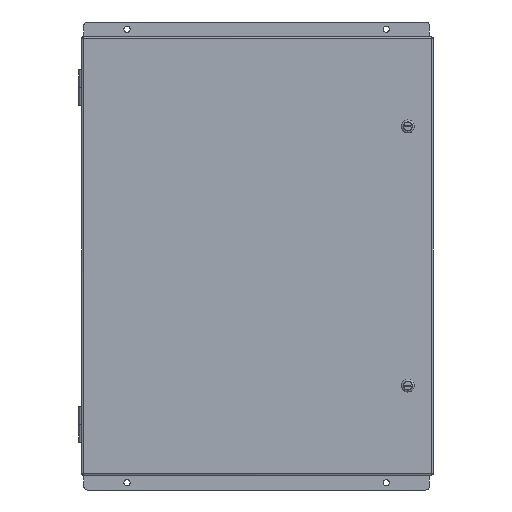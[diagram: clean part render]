
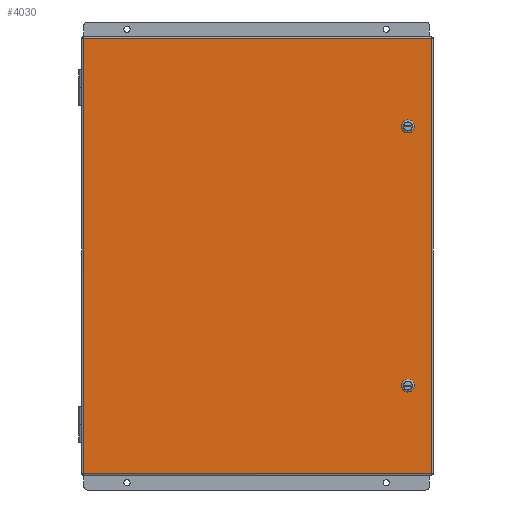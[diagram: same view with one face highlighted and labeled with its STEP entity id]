
A CAD part, front view. The second image highlights one B-rep face of the part: STEP entity #4030.
In plain terms, the highlighted planar face has unit normal (0, -1, 0).
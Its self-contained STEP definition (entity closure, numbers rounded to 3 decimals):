
#4030 = ADVANCED_FACE( '', ( #8045, #8046, #8047 ), #8048, .T. );
#8045 = FACE_BOUND( '', #41102, .T. );
#8046 = FACE_BOUND( '', #41103, .T. );
#8047 = FACE_OUTER_BOUND( '', #41104, .T. );
#8048 = PLANE( '', #41105 );
#41102 = EDGE_LOOP( '', ( #52886, #52887, #52888, #52889 ) );
#41103 = EDGE_LOOP( '', ( #52890, #52891, #52892, #52893 ) );
#41104 = EDGE_LOOP( '', ( #52894, #52895, #52896, #52897 ) );
#41105 = AXIS2_PLACEMENT_3D( '', #52898, #52899, #52900 );
#52886 = ORIENTED_EDGE( '', *, *, #57195, .F. );
#52887 = ORIENTED_EDGE( '', *, *, #55930, .F. );
#52888 = ORIENTED_EDGE( '', *, *, #56212, .F. );
#52889 = ORIENTED_EDGE( '', *, *, #56838, .F. );
#52890 = ORIENTED_EDGE( '', *, *, #55598, .F. );
#52891 = ORIENTED_EDGE( '', *, *, #56525, .F. );
#52892 = ORIENTED_EDGE( '', *, *, #53896, .F. );
#52893 = ORIENTED_EDGE( '', *, *, #57088, .F. );
#52894 = ORIENTED_EDGE( '', *, *, #56939, .T. );
#52895 = ORIENTED_EDGE( '', *, *, #54816, .F. );
#52896 = ORIENTED_EDGE( '', *, *, #56101, .F. );
#52897 = ORIENTED_EDGE( '', *, *, #54736, .F. );
#52898 = CARTESIAN_POINT( '', ( 0., 0., 0. ) );
#52899 = DIRECTION( '', ( 0., -1., 0. ) );
#52900 = DIRECTION( '', ( 0., 0., -1. ) );
#53896 = EDGE_CURVE( '', #58381, #58383, #58384, .T. );
#54736 = EDGE_CURVE( '', #59822, #57301, #59824, .T. );
#54816 = EDGE_CURVE( '', #59941, #59943, #59944, .T. );
#55598 = EDGE_CURVE( '', #61088, #61090, #61091, .T. );
#55930 = EDGE_CURVE( '', #61542, #61544, #61545, .T. );
#56101 = EDGE_CURVE( '', #57301, #59941, #61768, .T. );
#56212 = EDGE_CURVE( '', #61897, #61542, #61899, .T. );
#56525 = EDGE_CURVE( '', #58383, #61088, #62286, .T. );
#56838 = EDGE_CURVE( '', #62653, #61897, #62655, .T. );
#56939 = EDGE_CURVE( '', #59822, #59943, #62766, .T. );
#57088 = EDGE_CURVE( '', #61090, #58381, #62924, .T. );
#57195 = EDGE_CURVE( '', #61544, #62653, #63033, .T. );
#57301 = VERTEX_POINT( '', #63156 );
#58381 = VERTEX_POINT( '', #65719 );
#58383 = VERTEX_POINT( '', #65722 );
#58384 = CIRCLE( '', #65723, 9.716 );
#59822 = VERTEX_POINT( '', #70166 );
#59824 = LINE( '', #70177, #70178 );
#59941 = VERTEX_POINT( '', #70458 );
#59943 = VERTEX_POINT( '', #70469 );
#59944 = LINE( '', #70470, #70471 );
#61088 = VERTEX_POINT( '', #73328 );
#61090 = VERTEX_POINT( '', #73331 );
#61091 = CIRCLE( '', #73332, 9.716 );
#61542 = VERTEX_POINT( '', #74499 );
#61544 = VERTEX_POINT( '', #74502 );
#61545 = LINE( '', #74503, #74504 );
#61768 = LINE( '', #75055, #75056 );
#61897 = VERTEX_POINT( '', #75409 );
#61899 = CIRCLE( '', #75412, 9.716 );
#62286 = LINE( '', #76243, #76244 );
#62653 = VERTEX_POINT( '', #77087 );
#62655 = LINE( '', #77090, #77091 );
#62766 = LINE( '', #77416, #77417 );
#62924 = LINE( '', #77719, #77720 );
#63033 = CIRCLE( '', #77851, 9.716 );
#63156 = CARTESIAN_POINT( '', ( 307.162, 0., -384.162 ) );
#65719 = CARTESIAN_POINT( '', ( 273.558, 0., -223.29 ) );
#65722 = CARTESIAN_POINT( '', ( 257.302, 0., -223.29 ) );
#65723 = AXIS2_PLACEMENT_3D( '', #78450, #78451, #78452 );
#70166 = CARTESIAN_POINT( '', ( 307.162, 0., 384.162 ) );
#70177 = CARTESIAN_POINT( '', ( 307.162, 0., 384.162 ) );
#70178 = VECTOR( '', #78917, 1000. );
#70458 = CARTESIAN_POINT( '', ( -307.162, 0., -384.162 ) );
#70469 = CARTESIAN_POINT( '', ( -307.162, 0., 384.162 ) );
#70470 = CARTESIAN_POINT( '', ( -307.162, 0., -384.162 ) );
#70471 = VECTOR( '', #78966, 1000. );
#73328 = CARTESIAN_POINT( '', ( 257.302, 0., -233.935 ) );
#73331 = CARTESIAN_POINT( '', ( 273.558, 0., -233.935 ) );
#73332 = AXIS2_PLACEMENT_3D( '', #79569, #79570, #79571 );
#74499 = CARTESIAN_POINT( '', ( 257.302, 0., 233.935 ) );
#74502 = CARTESIAN_POINT( '', ( 257.302, 0., 223.29 ) );
#74503 = CARTESIAN_POINT( '', ( 257.302, 0., 223.29 ) );
#74504 = VECTOR( '', #79811, 1000. );
#75055 = CARTESIAN_POINT( '', ( 307.162, 0., -384.162 ) );
#75056 = VECTOR( '', #79932, 1000. );
#75409 = CARTESIAN_POINT( '', ( 273.558, 0., 233.935 ) );
#75412 = AXIS2_PLACEMENT_3D( '', #79984, #79985, #79986 );
#76243 = CARTESIAN_POINT( '', ( 257.302, 0., -233.935 ) );
#76244 = VECTOR( '', #80196, 1000. );
#77087 = CARTESIAN_POINT( '', ( 273.558, 0., 223.29 ) );
#77090 = CARTESIAN_POINT( '', ( 273.558, 0., 223.29 ) );
#77091 = VECTOR( '', #80372, 1000. );
#77416 = CARTESIAN_POINT( '', ( -307.162, 0., 384.162 ) );
#77417 = VECTOR( '', #80435, 1000. );
#77719 = CARTESIAN_POINT( '', ( 273.558, 0., -233.935 ) );
#77720 = VECTOR( '', #80486, 1000. );
#77851 = AXIS2_PLACEMENT_3D( '', #80523, #80524, #80525 );
#78450 = CARTESIAN_POINT( '', ( 265.43, 0., -228.613 ) );
#78451 = DIRECTION( '', ( 0., -1., 0. ) );
#78452 = DIRECTION( '', ( -1., 0., 0. ) );
#78917 = DIRECTION( '', ( 0., 0., -1. ) );
#78966 = DIRECTION( '', ( 0., 0., 1. ) );
#79569 = CARTESIAN_POINT( '', ( 265.43, 0., -228.613 ) );
#79570 = DIRECTION( '', ( 0., -1., 0. ) );
#79571 = DIRECTION( '', ( -1., 0., 0. ) );
#79811 = DIRECTION( '', ( 0., 0., -1. ) );
#79932 = DIRECTION( '', ( -1., 0., 0. ) );
#79984 = CARTESIAN_POINT( '', ( 265.43, 0., 228.613 ) );
#79985 = DIRECTION( '', ( 0., -1., 0. ) );
#79986 = DIRECTION( '', ( -1., 0., 0. ) );
#80196 = DIRECTION( '', ( 0., 0., -1. ) );
#80372 = DIRECTION( '', ( 0., 0., 1. ) );
#80435 = DIRECTION( '', ( -1., 0., 0. ) );
#80486 = DIRECTION( '', ( 0., 0., 1. ) );
#80523 = CARTESIAN_POINT( '', ( 265.43, 0., 228.613 ) );
#80524 = DIRECTION( '', ( 0., -1., 0. ) );
#80525 = DIRECTION( '', ( -1., 0., 0. ) );
